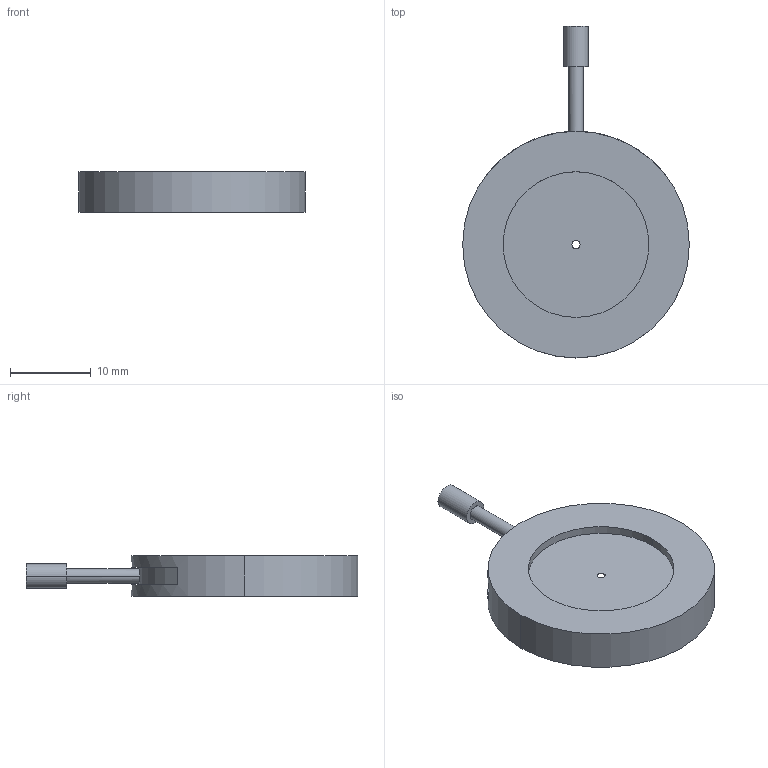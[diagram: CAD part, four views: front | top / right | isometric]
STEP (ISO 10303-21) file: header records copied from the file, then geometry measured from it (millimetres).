
FILE_DESCRIPTION (( 'STEP AP214' ), '1' );
FILE_NAME ('ID1018.STEP', '2019-05-06T08:55:33', ( '' ), ( '' ), 'SwSTEP 2.0', 'SolidWorks 2016', '' );
FILE_SCHEMA (( 'AUTOMOTIVE_DESIGN' ));
Length unit declared in the file: millimetre
Products named in the file (1): ID1018
Bounding box: 28 x 41 x 5 mm (x, y, z)
Volume: 1562.3 mm3; surface area: 2126.6 mm2
Topology: 1 solids, 1 shells, 26 faces, 54 edges, 36 vertices
Faces by surface type: cylinder 15, plane 11
Entity records: 840 total; most frequent: CARTESIAN_POINT 149, DIRECTION 136, ORIENTED_EDGE 108, AXIS2_PLACEMENT_3D 57, EDGE_CURVE 54, VERTEX_POINT 36, EDGE_LOOP 34, CIRCLE 30
